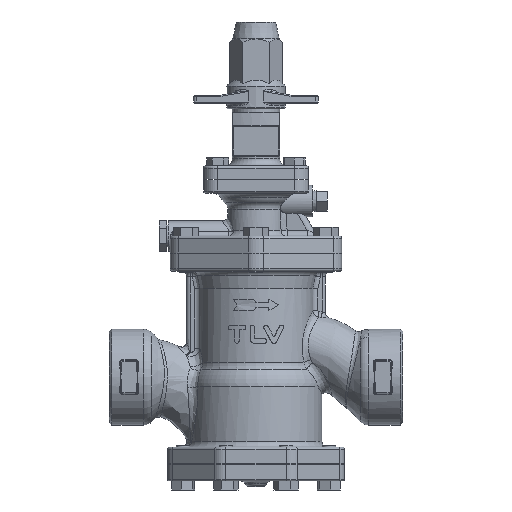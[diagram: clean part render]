
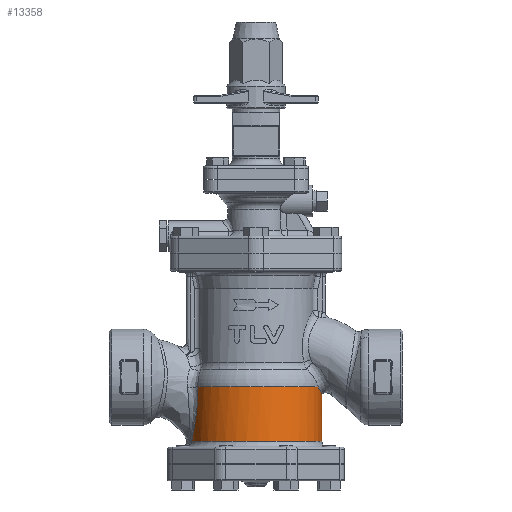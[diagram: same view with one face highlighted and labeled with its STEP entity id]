
A CAD part, front view. The second image highlights one B-rep face of the part: STEP entity #13358.
In plain terms, the highlighted cylindrical face has radius 58.5 mm (diameter 117 mm), a partial arc.
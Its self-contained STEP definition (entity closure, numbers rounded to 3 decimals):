
#2495=CYLINDRICAL_SURFACE('',#14401,58.5);
#3112=FACE_OUTER_BOUND('',#4036,.T.);
#4036=EDGE_LOOP('',(#10746,#10747,#10748,#10749,#10750,#10751));
#4732=B_SPLINE_CURVE_WITH_KNOTS('',3,(#26076,#26077,#26078,#26079,#26080,
#26081,#26082,#26083,#26084,#26085,#26086,#26087,#26088,#26089),
 .UNSPECIFIED.,.F.,.F.,(4,1,1,1,2,1,1,1,1,1,4),(-5.205,-4.492,
-4.213,-4.074,-3.934,-3.541,
-3.147,-2.754,-2.361,-0.787,
0.),.UNSPECIFIED.);
#4733=B_SPLINE_CURVE_WITH_KNOTS('',3,(#26093,#26094,#26095,#26096,#26097,
#26098,#26099,#26100,#26101,#26102,#26103),.UNSPECIFIED.,.F.,.F.,(4,1,1,
1,1,1,2,4),(-6.21,-4.637,-3.85,-3.063,
-2.669,-2.473,-2.276,-1.006),
 .UNSPECIFIED.);
#4734=B_SPLINE_CURVE_WITH_KNOTS('',3,(#26107,#26108,#26109,#26110,#26111,
#26112,#26113,#26114,#26115,#26116,#26117,#26118,#26119,#26120,#26121,#26122,
#26123,#26124,#26125,#26126,#26127,#26128,#26129,#26130,#26131,#26132,#26133,
#26134,#26135,#26136,#26137,#26138,#26139,#26140,#26141,#26142,#26143),
 .UNSPECIFIED.,.F.,.F.,(4,3,3,3,3,3,3,3,3,3,3,3,4),(-0.004,
0.,0.541,1.262,1.84,3.515,
5.027,5.783,6.083,6.334,6.539,
6.944,6.946),.UNSPECIFIED.);
#5136=CIRCLE('',#14396,58.5);
#5141=CIRCLE('',#14402,58.5);
#5142=CIRCLE('',#14403,58.5);
#6232=VERTEX_POINT('',#25893);
#6233=VERTEX_POINT('',#25895);
#6234=VERTEX_POINT('',#26075);
#6235=VERTEX_POINT('',#26092);
#6236=VERTEX_POINT('',#26104);
#6237=VERTEX_POINT('',#26106);
#7830=EDGE_CURVE('',#6232,#6233,#5136,.T.);
#7836=EDGE_CURVE('',#6233,#6234,#4732,.T.);
#7838=EDGE_CURVE('',#6235,#6232,#4733,.T.);
#7839=EDGE_CURVE('',#6236,#6235,#5141,.T.);
#7840=EDGE_CURVE('',#6236,#6237,#4734,.T.);
#7841=EDGE_CURVE('',#6234,#6237,#5142,.T.);
#10746=ORIENTED_EDGE('',*,*,#7830,.F.);
#10747=ORIENTED_EDGE('',*,*,#7838,.F.);
#10748=ORIENTED_EDGE('',*,*,#7839,.F.);
#10749=ORIENTED_EDGE('',*,*,#7840,.T.);
#10750=ORIENTED_EDGE('',*,*,#7841,.F.);
#10751=ORIENTED_EDGE('',*,*,#7836,.F.);
#13358=ADVANCED_FACE('',(#3112),#2495,.T.);
#14396=AXIS2_PLACEMENT_3D('',#25896,#16954,#16955);
#14401=AXIS2_PLACEMENT_3D('',#26091,#16964,#16965);
#14402=AXIS2_PLACEMENT_3D('',#26105,#16966,#16967);
#14403=AXIS2_PLACEMENT_3D('',#26144,#16968,#16969);
#16954=DIRECTION('center_axis',(0.,0.,-1.));
#16955=DIRECTION('ref_axis',(1.,0.,0.));
#16964=DIRECTION('center_axis',(0.,0.,1.));
#16965=DIRECTION('ref_axis',(1.,0.,0.));
#16966=DIRECTION('center_axis',(0.,0.,1.));
#16967=DIRECTION('ref_axis',(1.,0.,0.));
#16968=DIRECTION('center_axis',(0.,0.,1.));
#16969=DIRECTION('ref_axis',(1.,0.,0.));
#25893=CARTESIAN_POINT('',(-56.813,13.949,-57.));
#25895=CARTESIAN_POINT('',(-56.813,-13.949,-57.));
#25896=CARTESIAN_POINT('Origin',(0.,0.,-57.));
#26075=CARTESIAN_POINT('',(-51.65,-27.468,-8.651));
#26076=CARTESIAN_POINT('Ctrl Pts',(-56.813,-13.949,-57.));
#26077=CARTESIAN_POINT('Ctrl Pts',(-56.478,-15.311,
-55.232));
#26078=CARTESIAN_POINT('Ctrl Pts',(-55.981,-17.044,
-52.632));
#26079=CARTESIAN_POINT('Ctrl Pts',(-55.409,-18.772,
-49.459));
#26080=CARTESIAN_POINT('Ctrl Pts',(-55.13,-19.573,-47.857));
#26081=CARTESIAN_POINT('Ctrl Pts',(-54.991,-19.957,
-47.043));
#26082=CARTESIAN_POINT('Ctrl Pts',(-54.728,-20.675,
-45.479));
#26083=CARTESIAN_POINT('Ctrl Pts',(-54.341,-21.681,-43.133));
#26084=CARTESIAN_POINT('Ctrl Pts',(-53.784,-23.024,
-39.523));
#26085=CARTESIAN_POINT('Ctrl Pts',(-53.267,-24.194,
-35.827));
#26086=CARTESIAN_POINT('Ctrl Pts',(-52.341,-26.174,
-28.357));
#26087=CARTESIAN_POINT('Ctrl Pts',(-51.635,-27.493,
-19.193));
#26088=CARTESIAN_POINT('Ctrl Pts',(-51.6,-27.563,
-11.271));
#26089=CARTESIAN_POINT('Ctrl Pts',(-51.65,-27.468,
-8.651));
#26091=CARTESIAN_POINT('Origin',(0.,0.,-35.325));
#26092=CARTESIAN_POINT('',(-51.65,27.468,-8.651));
#26093=CARTESIAN_POINT('Ctrl Pts',(-51.65,27.468,-8.651));
#26094=CARTESIAN_POINT('Ctrl Pts',(-51.549,27.658,-13.891));
#26095=CARTESIAN_POINT('Ctrl Pts',(-51.789,27.229,-21.873));
#26096=CARTESIAN_POINT('Ctrl Pts',(-52.774,25.271,-32.121));
#26097=CARTESIAN_POINT('Ctrl Pts',(-53.598,23.474,-38.311));
#26098=CARTESIAN_POINT('Ctrl Pts',(-54.249,21.905,-42.534));
#26099=CARTESIAN_POINT('Ctrl Pts',(-54.631,20.926,-44.893));
#26100=CARTESIAN_POINT('Ctrl Pts',(-54.825,20.41,-46.057));
#26101=CARTESIAN_POINT('Ctrl Pts',(-55.549,18.435,-50.367));
#26102=CARTESIAN_POINT('Ctrl Pts',(-56.217,16.377,-53.846));
#26103=CARTESIAN_POINT('Ctrl Pts',(-56.813,13.948,-57.));
#26104=CARTESIAN_POINT('',(55.079,19.712,-8.651));
#26105=CARTESIAN_POINT('Origin',(0.,0.,-8.651));
#26106=CARTESIAN_POINT('',(55.079,-19.712,-8.651));
#26107=CARTESIAN_POINT('Ctrl Pts',(55.079,19.712,-8.651));
#26108=CARTESIAN_POINT('Ctrl Pts',(55.082,19.703,-8.657));
#26109=CARTESIAN_POINT('Ctrl Pts',(55.086,19.693,-8.664));
#26110=CARTESIAN_POINT('Ctrl Pts',(55.089,19.684,-8.67));
#26111=CARTESIAN_POINT('Ctrl Pts',(55.598,18.261,-9.654));
#26112=CARTESIAN_POINT('Ctrl Pts',(56.011,16.931,-10.466));
#26113=CARTESIAN_POINT('Ctrl Pts',(56.353,15.702,-11.142));
#26114=CARTESIAN_POINT('Ctrl Pts',(56.81,14.063,-12.043));
#26115=CARTESIAN_POINT('Ctrl Pts',(57.143,12.593,-12.685));
#26116=CARTESIAN_POINT('Ctrl Pts',(57.396,11.313,-13.17));
#26117=CARTESIAN_POINT('Ctrl Pts',(57.598,10.287,-13.559));
#26118=CARTESIAN_POINT('Ctrl Pts',(57.748,9.4,-13.844));
#26119=CARTESIAN_POINT('Ctrl Pts',(57.886,8.456,-14.107));
#26120=CARTESIAN_POINT('Ctrl Pts',(58.285,5.725,-14.866));
#26121=CARTESIAN_POINT('Ctrl Pts',(58.5,2.869,-15.271));
#26122=CARTESIAN_POINT('Ctrl Pts',(58.5,0.,-15.271));
#26123=CARTESIAN_POINT('Ctrl Pts',(58.5,-2.591,-15.271));
#26124=CARTESIAN_POINT('Ctrl Pts',(58.324,-5.183,-14.94));
#26125=CARTESIAN_POINT('Ctrl Pts',(57.995,-7.671,-14.314));
#26126=CARTESIAN_POINT('Ctrl Pts',(57.83,-8.915,-14.002));
#26127=CARTESIAN_POINT('Ctrl Pts',(57.628,-10.134,-13.617));
#26128=CARTESIAN_POINT('Ctrl Pts',(57.393,-11.325,-13.165));
#26129=CARTESIAN_POINT('Ctrl Pts',(57.3,-11.798,-12.986));
#26130=CARTESIAN_POINT('Ctrl Pts',(57.202,-12.266,-12.797));
#26131=CARTESIAN_POINT('Ctrl Pts',(57.098,-12.729,-12.597));
#26132=CARTESIAN_POINT('Ctrl Pts',(57.012,-13.116,-12.43));
#26133=CARTESIAN_POINT('Ctrl Pts',(56.905,-13.58,-12.222));
#26134=CARTESIAN_POINT('Ctrl Pts',(56.764,-14.144,-11.948));
#26135=CARTESIAN_POINT('Ctrl Pts',(56.649,-14.606,-11.724));
#26136=CARTESIAN_POINT('Ctrl Pts',(56.513,-15.127,-11.458));
#26137=CARTESIAN_POINT('Ctrl Pts',(56.353,-15.702,-11.142));
#26138=CARTESIAN_POINT('Ctrl Pts',(56.038,-16.835,-10.519));
#26139=CARTESIAN_POINT('Ctrl Pts',(55.627,-18.177,-9.712));
#26140=CARTESIAN_POINT('Ctrl Pts',(55.089,-19.684,-8.67));
#26141=CARTESIAN_POINT('Ctrl Pts',(55.086,-19.693,-8.664));
#26142=CARTESIAN_POINT('Ctrl Pts',(55.082,-19.703,-8.657));
#26143=CARTESIAN_POINT('Ctrl Pts',(55.079,-19.712,-8.651));
#26144=CARTESIAN_POINT('Origin',(0.,0.,-8.651));
